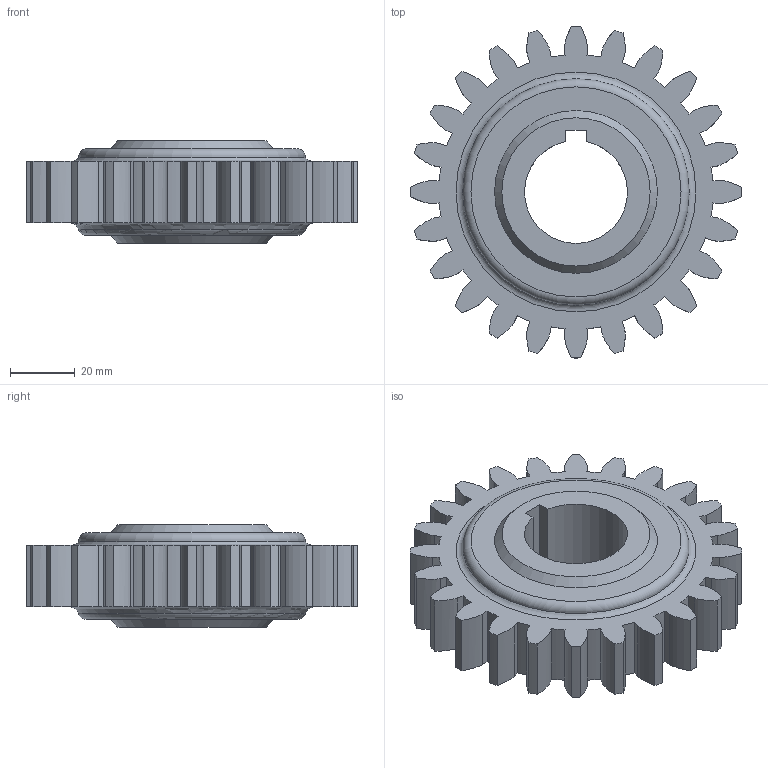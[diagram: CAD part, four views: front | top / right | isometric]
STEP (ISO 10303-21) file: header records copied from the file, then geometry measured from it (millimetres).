
FILE_DESCRIPTION(/* description */ (''),/* implementation_level */ '2;1');
FILE_NAME(/* name */ 'SampleGear.stp',/* time_stamp */ '2015-12-14T11:39:59-08:00',/* author */ (''),/* organization */ (''),/* preprocessor_version */ 'ST-DEVELOPER v16.2',/* originating_system */ 'Autodesk Translation Framework v4.3.0.2260',/* authorisation */ '');
FILE_SCHEMA (('AUTOMOTIVE_DESIGN { 1 0 10303 214 3 1 1 }'));
Length unit declared in the file: centimetre
Products named in the file (2): SampleGear v1; Component1
Assembly tree (1 placements, depth 2):
  SampleGear v1
    Component1
Bounding box: 102.36 x 102.36 x 31.75 mm (x, y, z)
Volume: 143526.7 mm3; surface area: 28517.9 mm2
Topology: 1 solids, 1 shells, 160 faces, 461 edges, 307 vertices
Faces by surface type: plane 57, cylinder 49, bspline 49, torus 3, cone 2
Entity records: 7386 total; most frequent: CARTESIAN_POINT 3389, ORIENTED_EDGE 910, DIRECTION 692, EDGE_CURVE 455, VERTEX_POINT 306, LINE 250, VECTOR 250, AXIS2_PLACEMENT_3D 221
